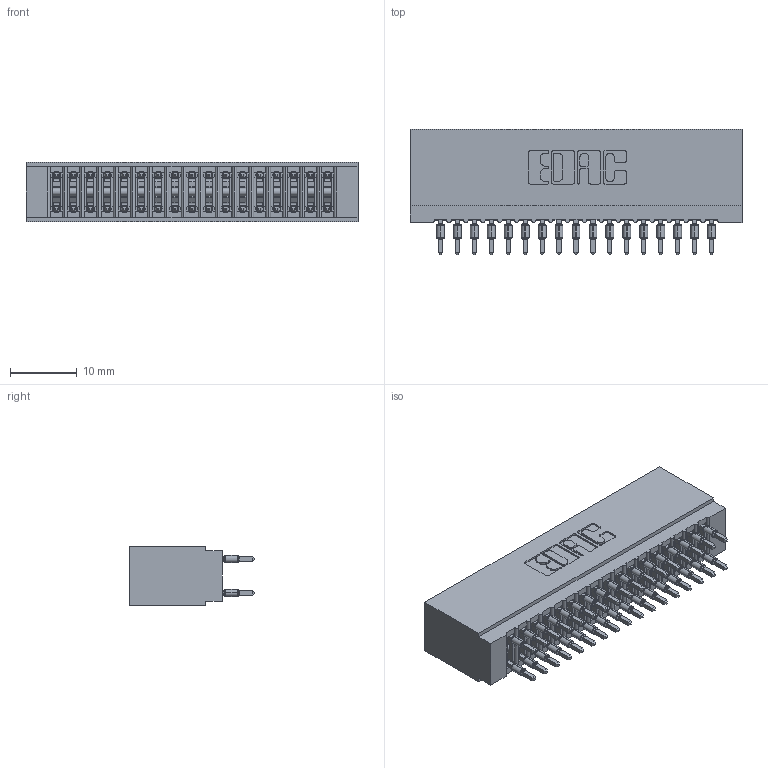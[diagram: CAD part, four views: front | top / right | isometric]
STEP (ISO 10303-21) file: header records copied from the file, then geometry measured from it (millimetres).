
FILE_DESCRIPTION (( 'STEP AP203' ), '1' );
FILE_NAME ('725-034-560-201.STEP', '2026-02-24T17:19:08', ( '' ), ( '' ), 'SwSTEP 2.0', 'SolidWorks 2023', '' );
FILE_SCHEMA (( 'CONFIG_CONTROL_DESIGN' ));
Length unit declared in the file: millimetre
Products named in the file (3): 725 Part_Insulator Option - 01; 725-034-560-201; 745-292-001_560
Assembly tree (35 placements, depth 2):
  725-034-560-201
    725 Part_Insulator Option - 01
    745-292-001_560  x34
Bounding box: 49.78 x 18.8 x 8.89 mm (x, y, z)
Volume: 4199.5 mm3; surface area: 8871.2 mm2
Topology: 35 solids, 35 shells, 3444 faces, 9417 edges, 5982 vertices
Faces by surface type: plane 1789, cylinder 771, bspline 680, torus 204
Entity records: 32320 total; most frequent: CARTESIAN_POINT 6117, ORIENTED_EDGE 5502, DIRECTION 4835, EDGE_CURVE 2751, LINE 2459, VECTOR 2459, VERTEX_POINT 1758, AXIS2_PLACEMENT_3D 1188
